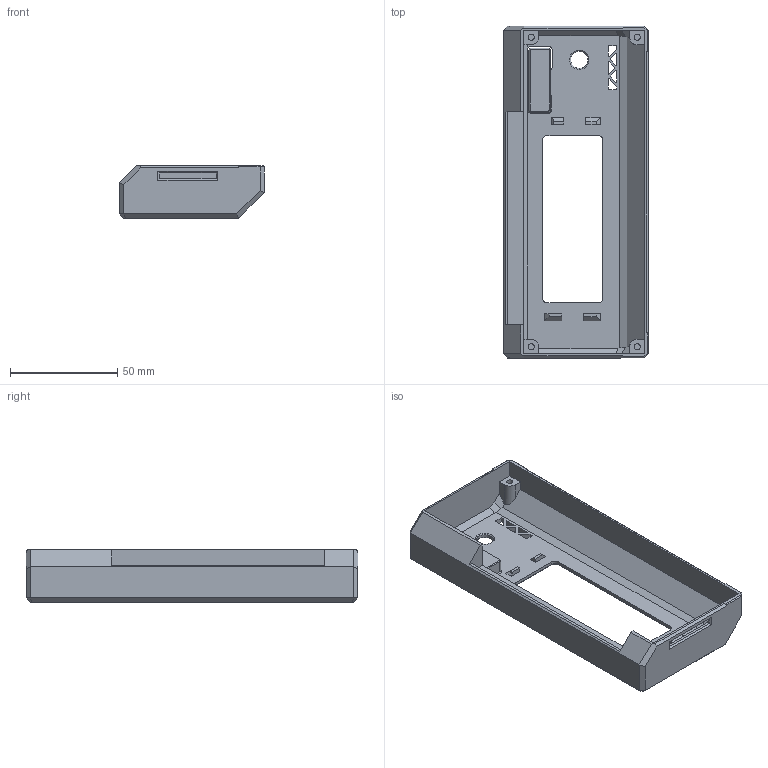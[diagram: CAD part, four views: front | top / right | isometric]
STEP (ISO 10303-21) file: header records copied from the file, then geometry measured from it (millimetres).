
FILE_DESCRIPTION(/* description */ (''),/* implementation_level */ '2;1');
FILE_NAME(/* name */ 'LCD-OLED-105 cover v1 (1).step',/* time_stamp */ '2019-12-18T23:45:51+01:00',/* author */ (''),/* organization */ (''),/* preprocessor_version */ 'ST-DEVELOPER v18',/* originating_system */ 'Autodesk Translation Framework v8.12.0.6',/* authorisation */ '');
FILE_SCHEMA (('AUTOMOTIVE_DESIGN { 1 0 10303 214 3 1 1 }'));
Length unit declared in the file: millimetre
Products named in the file (1): LCD-OLED-105 cover v1 (1)
Bounding box: 67.6 x 155 x 24.5 mm (x, y, z)
Volume: 49963.9 mm3; surface area: 33513.6 mm2
Topology: 1 solids, 1 shells, 357 faces, 877 edges, 541 vertices
Faces by surface type: plane 252, cylinder 42, cone 39, bspline 24
Full cylindrical faces by diameter (mm): 2.9 x4, 8 x1
Entity records: 11951 total; most frequent: CARTESIAN_POINT 3577, ORIENTED_EDGE 1754, DIRECTION 1624, EDGE_CURVE 877, LINE 686, VECTOR 686, VERTEX_POINT 541, AXIS2_PLACEMENT_3D 469
